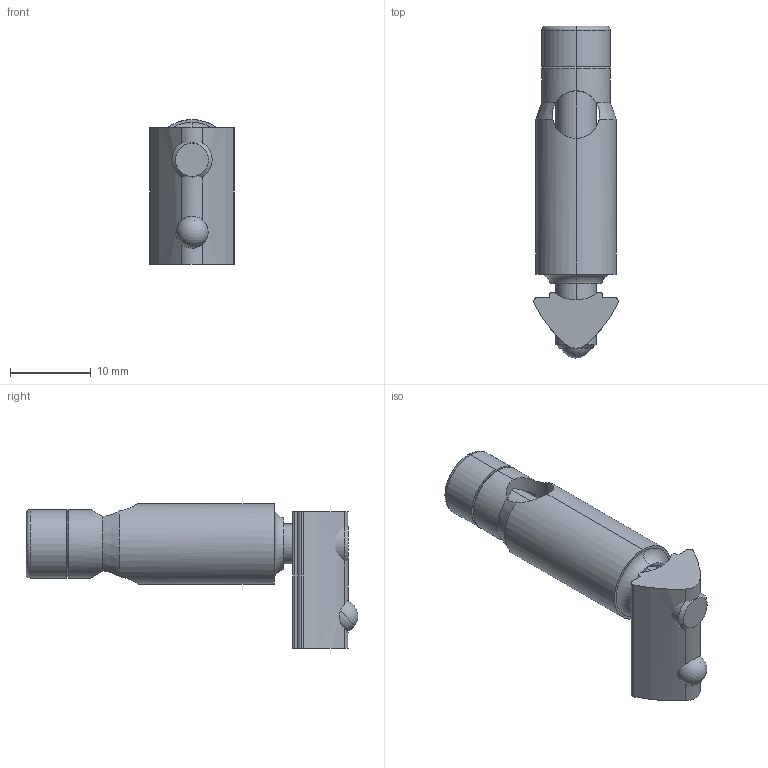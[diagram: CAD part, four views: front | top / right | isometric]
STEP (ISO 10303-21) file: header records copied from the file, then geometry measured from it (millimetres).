
FILE_DESCRIPTION (( 'STEP AP214' ), '1' );
FILE_NAME ('7126081', '2019-01-30T08:43:01', ( '' ), ('JUGARD+KÜNSTNER GmbH'), 'SwSTEP 2.0', 'SolidWorks 2017', '' );
FILE_SCHEMA (( 'AUTOMOTIVE_DESIGN' ));
Length unit declared in the file: millimetre
Products named in the file (1): 7126081
Bounding box: 10.5 x 41.2 x 18 mm (x, y, z)
Volume: 2855.5 mm3; surface area: 2874 mm2
Topology: 5 solids, 5 shells, 118 faces, 304 edges, 187 vertices
Faces by surface type: plane 63, cylinder 29, torus 12, cone 10, bspline 2, sphere 2
Entity records: 4367 total; most frequent: CARTESIAN_POINT 1518, ORIENTED_EDGE 590, DIRECTION 565, EDGE_CURVE 295, AXIS2_PLACEMENT_3D 211, VERTEX_POINT 184, LINE 143, VECTOR 143
